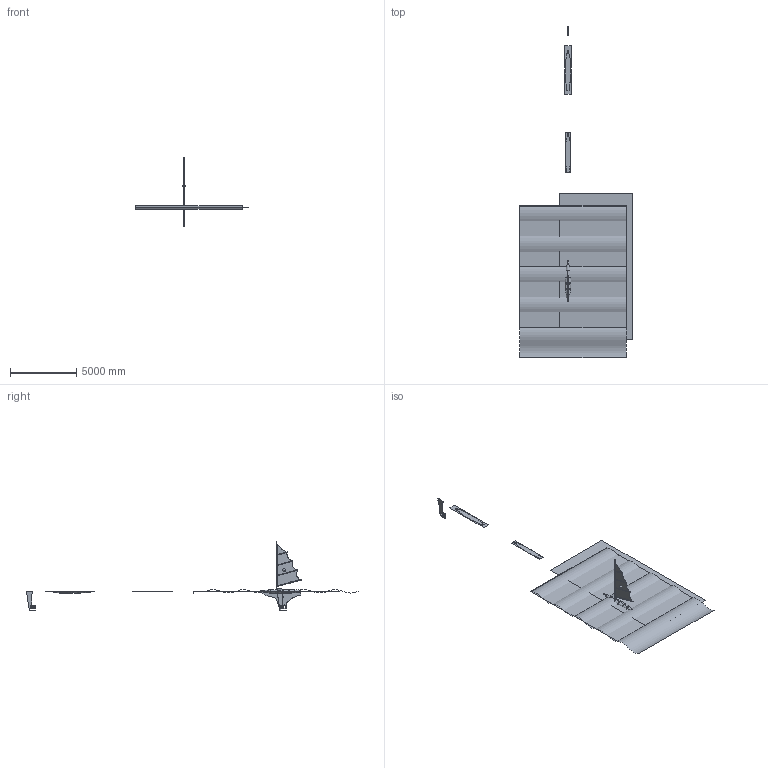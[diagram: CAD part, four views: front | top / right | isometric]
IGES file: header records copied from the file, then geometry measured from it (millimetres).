
Global section: file name: 76HProtei version A4.igs; native system: Rhinoceros ( Jun 15 2005 ); preprocessor: Trout Lake IGES 012 Jun 15 2005; date: 110821.233716; units: millimetre
Bounding box: 8475.12 x 24969.23 x 5247.84 mm (x, y, z)
Surface area: 330950085.9 mm2 (no closed solid volume)
Topology: 0 solids, 0 shells, 187 faces, 1613 edges, 1647 vertices
Faces by surface type: bspline 187
